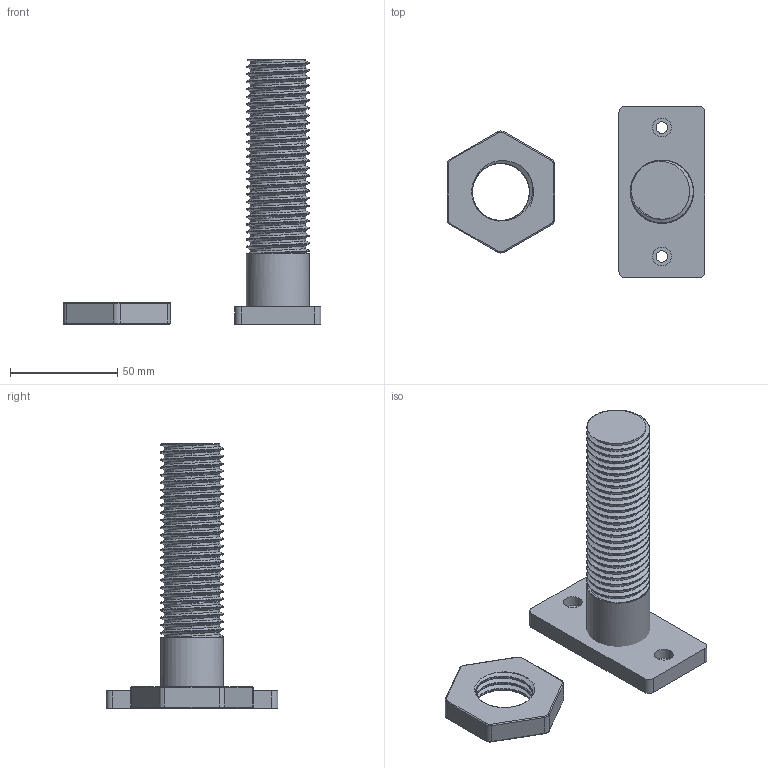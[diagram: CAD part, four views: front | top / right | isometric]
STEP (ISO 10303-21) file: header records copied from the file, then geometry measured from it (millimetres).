
FILE_DESCRIPTION(/* description */ (''),/* implementation_level */ '2;1');
FILE_NAME(/* name */ 'Weight Plate Bracket.step',/* time_stamp */ '2025-07-16T12:32:55+02:00',/* author */ (''),/* organization */ (''),/* preprocessor_version */ 'ST-DEVELOPER v20.1',/* originating_system */ 'Autodesk Translation Framework v14.10.0.0',/* authorisation */ '');
FILE_SCHEMA (('AUTOMOTIVE_DESIGN { 1 0 10303 214 3 1 1 }'));
Length unit declared in the file: millimetre
Products named in the file (1): Extrusion Weight Holder
Bounding box: 120 x 80 x 123 mm (x, y, z)
Volume: 114445.6 mm3; surface area: 31263.1 mm2
Topology: 3 solids, 3 shells, 131 faces, 346 edges, 223 vertices
Faces by surface type: cylinder 87, plane 19, torus 17, bspline 8
Full cylindrical faces by diameter (mm): 5.4 x2, 8.7 x2, 25.732 x25, 26.491 x2, 29.334 x25, 30.392 x2
Entity records: 13522 total; most frequent: CARTESIAN_POINT 10489, ORIENTED_EDGE 692, DIRECTION 524, EDGE_CURVE 346, VERTEX_POINT 223, AXIS2_PLACEMENT_3D 205, B_SPLINE_CURVE_WITH_KNOTS 151, EDGE_LOOP 139
